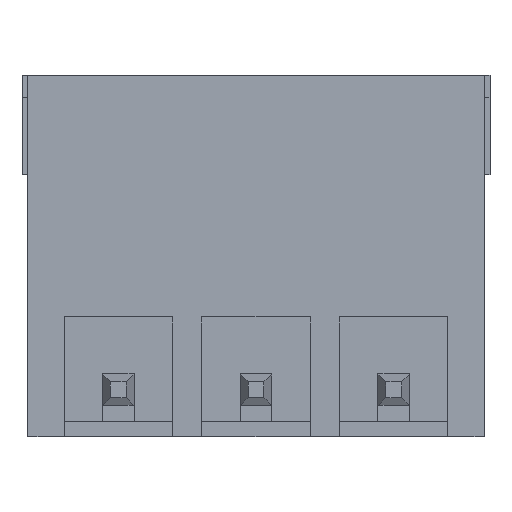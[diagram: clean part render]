
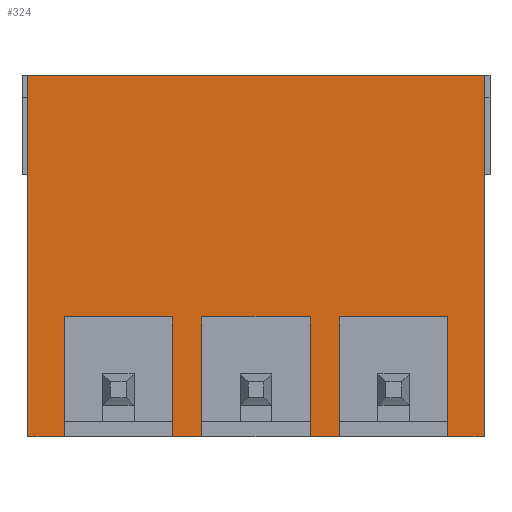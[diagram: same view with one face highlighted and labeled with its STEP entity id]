
A CAD part, front view. The second image highlights one B-rep face of the part: STEP entity #324.
In plain terms, the highlighted planar face has unit normal (0, -1, 0).
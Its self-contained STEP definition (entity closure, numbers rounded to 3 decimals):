
#324 = ADVANCED_FACE( '', ( #738 ), #739, .F. );
#738 = FACE_OUTER_BOUND( '', #1259, .T. );
#739 = PLANE( '', #1260 );
#1259 = EDGE_LOOP( '', ( #2052, #2053, #2054, #2055, #2056, #2057, #2058, #2059, #2060, #2061, #2062, #2063, #2064, #2065, #2066, #2067 ) );
#1260 = AXIS2_PLACEMENT_3D( '', #2068, #2069, #2070 );
#2052 = ORIENTED_EDGE( '', *, *, #3459, .F. );
#2053 = ORIENTED_EDGE( '', *, *, #3460, .F. );
#2054 = ORIENTED_EDGE( '', *, *, #3461, .F. );
#2055 = ORIENTED_EDGE( '', *, *, #3462, .T. );
#2056 = ORIENTED_EDGE( '', *, *, #3463, .F. );
#2057 = ORIENTED_EDGE( '', *, *, #3243, .F. );
#2058 = ORIENTED_EDGE( '', *, *, #3464, .F. );
#2059 = ORIENTED_EDGE( '', *, *, #3465, .T. );
#2060 = ORIENTED_EDGE( '', *, *, #3466, .F. );
#2061 = ORIENTED_EDGE( '', *, *, #3467, .F. );
#2062 = ORIENTED_EDGE( '', *, *, #3468, .F. );
#2063 = ORIENTED_EDGE( '', *, *, #3469, .T. );
#2064 = ORIENTED_EDGE( '', *, *, #3470, .F. );
#2065 = ORIENTED_EDGE( '', *, *, #3471, .F. );
#2066 = ORIENTED_EDGE( '', *, *, #3286, .T. );
#2067 = ORIENTED_EDGE( '', *, *, #3472, .T. );
#2068 = CARTESIAN_POINT( '', ( 5.8, -3.6, 4.6 ) );
#2069 = DIRECTION( '', ( 0., 1., 0. ) );
#2070 = DIRECTION( '', ( 0., 0., 1. ) );
#3243 = EDGE_CURVE( '', #3889, #3891, #3892, .T. );
#3286 = EDGE_CURVE( '', #3969, #3967, #3970, .T. );
#3459 = EDGE_CURVE( '', #4265, #4266, #4267, .T. );
#3460 = EDGE_CURVE( '', #4268, #4265, #4269, .T. );
#3461 = EDGE_CURVE( '', #4270, #4268, #4271, .F. );
#3462 = EDGE_CURVE( '', #4270, #4272, #4273, .T. );
#3463 = EDGE_CURVE( '', #3891, #4272, #4274, .T. );
#3464 = EDGE_CURVE( '', #4275, #3889, #4276, .F. );
#3465 = EDGE_CURVE( '', #4275, #4277, #4278, .T. );
#3466 = EDGE_CURVE( '', #4279, #4277, #4280, .T. );
#3467 = EDGE_CURVE( '', #4281, #4279, #4282, .T. );
#3468 = EDGE_CURVE( '', #4283, #4281, #4284, .F. );
#3469 = EDGE_CURVE( '', #4283, #4285, #4286, .T. );
#3470 = EDGE_CURVE( '', #4287, #4285, #4288, .T. );
#3471 = EDGE_CURVE( '', #3969, #4287, #4289, .T. );
#3472 = EDGE_CURVE( '', #3967, #4266, #4290, .T. );
#3889 = VERTEX_POINT( '', #4830 );
#3891 = VERTEX_POINT( '', #4833 );
#3892 = LINE( '', #4834, #4835 );
#3967 = VERTEX_POINT( '', #4945 );
#3969 = VERTEX_POINT( '', #4948 );
#3970 = LINE( '', #4949, #4950 );
#4265 = VERTEX_POINT( '', #5383 );
#4266 = VERTEX_POINT( '', #5384 );
#4267 = LINE( '', #5385, #5386 );
#4268 = VERTEX_POINT( '', #5387 );
#4269 = LINE( '', #5388, #5389 );
#4270 = VERTEX_POINT( '', #5390 );
#4271 = LINE( '', #5391, #5392 );
#4272 = VERTEX_POINT( '', #5393 );
#4273 = LINE( '', #5394, #5395 );
#4274 = LINE( '', #5396, #5397 );
#4275 = VERTEX_POINT( '', #5398 );
#4276 = LINE( '', #5399, #5400 );
#4277 = VERTEX_POINT( '', #5401 );
#4278 = LINE( '', #5402, #5403 );
#4279 = VERTEX_POINT( '', #5404 );
#4280 = LINE( '', #5405, #5406 );
#4281 = VERTEX_POINT( '', #5407 );
#4282 = LINE( '', #5408, #5409 );
#4283 = VERTEX_POINT( '', #5410 );
#4284 = LINE( '', #5411, #5412 );
#4285 = VERTEX_POINT( '', #5413 );
#4286 = LINE( '', #5414, #5415 );
#4287 = VERTEX_POINT( '', #5416 );
#4288 = LINE( '', #5417, #5418 );
#4289 = LINE( '', #5419, #5420 );
#4290 = LINE( '', #5421, #5422 );
#4830 = CARTESIAN_POINT( '', ( -1.375, -3.6, -1.55 ) );
#4833 = CARTESIAN_POINT( '', ( -1.375, -3.6, -4.6 ) );
#4834 = CARTESIAN_POINT( '', ( -1.375, -3.6, -1.55 ) );
#4835 = VECTOR( '', #6098, 1000. );
#4945 = CARTESIAN_POINT( '', ( -5.8, -3.6, 4.6 ) );
#4948 = CARTESIAN_POINT( '', ( 5.8, -3.6, 4.6 ) );
#4949 = CARTESIAN_POINT( '', ( 5.8, -3.6, 4.6 ) );
#4950 = VECTOR( '', #6138, 1000. );
#5383 = CARTESIAN_POINT( '', ( -4.875, -3.6, -4.6 ) );
#5384 = CARTESIAN_POINT( '', ( -5.8, -3.6, -4.6 ) );
#5385 = CARTESIAN_POINT( '', ( 5.8, -3.6, -4.6 ) );
#5386 = VECTOR( '', #6301, 1000. );
#5387 = CARTESIAN_POINT( '', ( -4.875, -3.6, -1.55 ) );
#5388 = CARTESIAN_POINT( '', ( -4.875, -3.6, -1.55 ) );
#5389 = VECTOR( '', #6302, 1000. );
#5390 = CARTESIAN_POINT( '', ( -2.125, -3.6, -1.55 ) );
#5391 = CARTESIAN_POINT( '', ( -4.875, -3.6, -1.55 ) );
#5392 = VECTOR( '', #6303, 1000. );
#5393 = CARTESIAN_POINT( '', ( -2.125, -3.6, -4.6 ) );
#5394 = CARTESIAN_POINT( '', ( -2.125, -3.6, -1.55 ) );
#5395 = VECTOR( '', #6304, 1000. );
#5396 = CARTESIAN_POINT( '', ( 5.8, -3.6, -4.6 ) );
#5397 = VECTOR( '', #6305, 1000. );
#5398 = CARTESIAN_POINT( '', ( 1.375, -3.6, -1.55 ) );
#5399 = CARTESIAN_POINT( '', ( -1.375, -3.6, -1.55 ) );
#5400 = VECTOR( '', #6306, 1000. );
#5401 = CARTESIAN_POINT( '', ( 1.375, -3.6, -4.6 ) );
#5402 = CARTESIAN_POINT( '', ( 1.375, -3.6, -1.55 ) );
#5403 = VECTOR( '', #6307, 1000. );
#5404 = CARTESIAN_POINT( '', ( 2.125, -3.6, -4.6 ) );
#5405 = CARTESIAN_POINT( '', ( 5.8, -3.6, -4.6 ) );
#5406 = VECTOR( '', #6308, 1000. );
#5407 = CARTESIAN_POINT( '', ( 2.125, -3.6, -1.55 ) );
#5408 = CARTESIAN_POINT( '', ( 2.125, -3.6, -1.55 ) );
#5409 = VECTOR( '', #6309, 1000. );
#5410 = CARTESIAN_POINT( '', ( 4.875, -3.6, -1.55 ) );
#5411 = CARTESIAN_POINT( '', ( 2.125, -3.6, -1.55 ) );
#5412 = VECTOR( '', #6310, 1000. );
#5413 = CARTESIAN_POINT( '', ( 4.875, -3.6, -4.6 ) );
#5414 = CARTESIAN_POINT( '', ( 4.875, -3.6, -1.55 ) );
#5415 = VECTOR( '', #6311, 1000. );
#5416 = CARTESIAN_POINT( '', ( 5.8, -3.6, -4.6 ) );
#5417 = CARTESIAN_POINT( '', ( 5.8, -3.6, -4.6 ) );
#5418 = VECTOR( '', #6312, 1000. );
#5419 = CARTESIAN_POINT( '', ( 5.8, -3.6, 4.6 ) );
#5420 = VECTOR( '', #6313, 1000. );
#5421 = CARTESIAN_POINT( '', ( -5.8, -3.6, 4.6 ) );
#5422 = VECTOR( '', #6314, 1000. );
#6098 = DIRECTION( '', ( 0., 0., -1. ) );
#6138 = DIRECTION( '', ( -1., 0., 0. ) );
#6301 = DIRECTION( '', ( -1., 0., 0. ) );
#6302 = DIRECTION( '', ( 0., 0., -1. ) );
#6303 = DIRECTION( '', ( 1., 0., 0. ) );
#6304 = DIRECTION( '', ( 0., 0., -1. ) );
#6305 = DIRECTION( '', ( -1., 0., 0. ) );
#6306 = DIRECTION( '', ( 1., 0., 0. ) );
#6307 = DIRECTION( '', ( 0., 0., -1. ) );
#6308 = DIRECTION( '', ( -1., 0., 0. ) );
#6309 = DIRECTION( '', ( 0., 0., -1. ) );
#6310 = DIRECTION( '', ( 1., 0., 0. ) );
#6311 = DIRECTION( '', ( 0., 0., -1. ) );
#6312 = DIRECTION( '', ( -1., 0., 0. ) );
#6313 = DIRECTION( '', ( 0., 0., -1. ) );
#6314 = DIRECTION( '', ( 0., 0., -1. ) );
